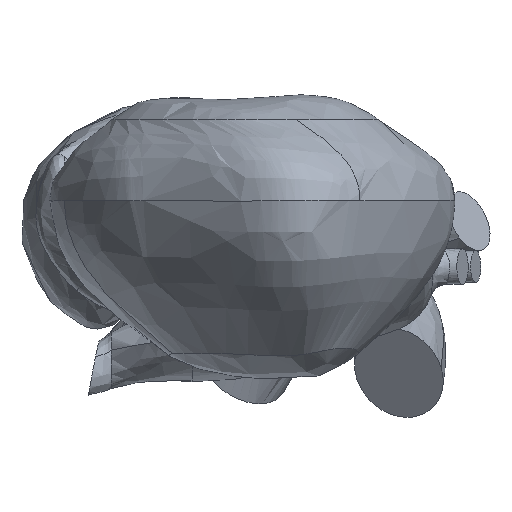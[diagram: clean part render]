
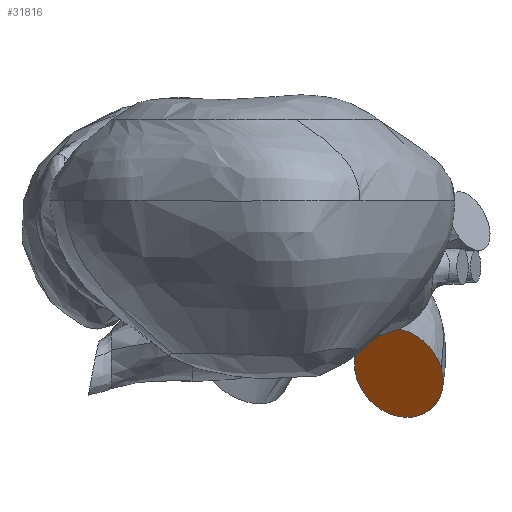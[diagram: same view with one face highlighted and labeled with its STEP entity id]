
A CAD part, front view. The second image highlights one B-rep face of the part: STEP entity #31816.
In plain terms, the highlighted planar face has unit normal (-0.4, -0.825, -0.399).
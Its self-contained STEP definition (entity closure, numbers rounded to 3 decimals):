
#13206=CARTESIAN_POINT(' ',(7.286,7.194,-2.196));
#13207=VERTEX_POINT(' ',#13206);
#13591=CARTESIAN_POINT(' ',(8.334,6.624,-2.068));
#13592=VERTEX_POINT(' ',#13591);
#13606=CARTESIAN_POINT(' ',(7.81,6.909,-2.132));
#13611=DIRECTION(' ',(0.4,0.825,0.399));
#13616=DIRECTION(' ',(0.873,-0.475,0.107));
#13621=AXIS2_PLACEMENT_3D(' ',#13606,#13611,#13616);
#13626=CIRCLE('',#13621,0.6);
#13631=EDGE_CURVE(' ',#13592,#13207,#13626,.T.);
#14741=CARTESIAN_POINT(' ',(7.81,6.909,-2.132));
#14746=DIRECTION(' ',(0.4,0.825,0.399));
#14751=DIRECTION(' ',(-0.873,0.475,-0.107));
#14756=AXIS2_PLACEMENT_3D(' ',#14741,#14746,#14751);
#14761=CIRCLE('',#14756,0.6);
#14766=CARTESIAN_POINT(' ',(7.548,6.783,-1.608));
#14767=VERTEX_POINT(' ',#14766);
#14771=EDGE_CURVE(' ',#13207,#14767,#14761,.T.);
#14836=CARTESIAN_POINT(' ',(7.751,6.673,-1.584));
#14837=VERTEX_POINT(' ',#14836);
#14851=CARTESIAN_POINT(' ',(7.81,6.909,-2.132));
#14856=DIRECTION(' ',(0.4,0.825,0.399));
#14861=DIRECTION(' ',(-0.099,-0.394,0.914));
#14866=AXIS2_PLACEMENT_3D(' ',#14851,#14856,#14861);
#14871=CIRCLE('',#14866,0.6);
#14876=EDGE_CURVE(' ',#14837,#13592,#14871,.T.);
#31731=DIRECTION(' ',(-0.4,-0.825,-0.399));
#31736=CARTESIAN_POINT(' ',(7.249,6.864,-1.476));
#31741=DIRECTION(' ',(0.,0.435,-0.9));
#31746=AXIS2_PLACEMENT_3D(' ',#31736,#31731,#31741);
#31751=PLANE('',#31746);
#31756=ORIENTED_EDGE(' ',*,*,#14876,.F.);
#31761=CARTESIAN_POINT(' ',(7.377,6.422,-0.689));
#31766=DIRECTION(' ',(0.4,0.825,0.399));
#31771=DIRECTION(' ',(0.373,0.251,-0.893));
#31776=AXIS2_PLACEMENT_3D(' ',#31761,#31766,#31771);
#31781=CIRCLE('',#31776,1.002);
#31786=EDGE_CURVE(' ',#14837,#14767,#31781,.T.);
#31791=ORIENTED_EDGE(' ',*,*,#31786,.T.);
#31796=ORIENTED_EDGE(' ',*,*,#14771,.F.);
#31801=ORIENTED_EDGE(' ',*,*,#13631,.F.);
#31806=EDGE_LOOP(' ',(#31756,#31791,#31796,#31801));
#31811=FACE_OUTER_BOUND(' ',#31806,.T.);
#31816=ADVANCED_FACE('NONE.34',(#31811),#31751,.T.);
